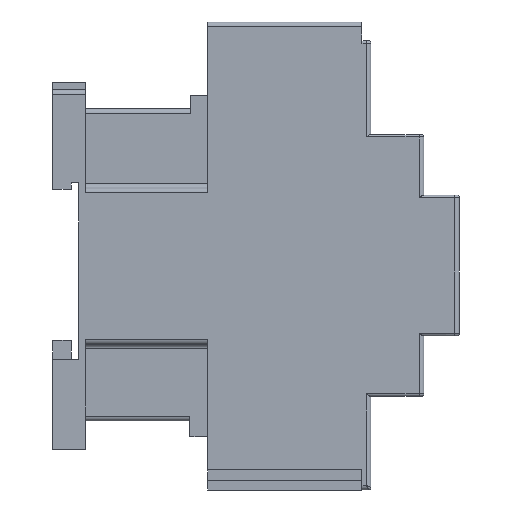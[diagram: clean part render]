
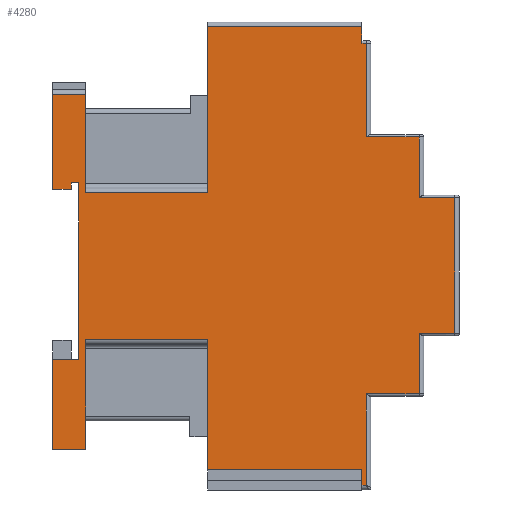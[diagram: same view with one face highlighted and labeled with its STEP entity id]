
A CAD part, left-side view. The second image highlights one B-rep face of the part: STEP entity #4280.
In plain terms, the highlighted planar face has unit normal (-1, 0, 0).
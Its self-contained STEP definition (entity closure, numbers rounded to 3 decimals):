
#1=DIRECTION('',(0.,1.,0.));
#2=VECTOR('',#1,11.2);
#3=CARTESIAN_POINT('',(-22.5,-77.5,74.6));
#4=LINE('',#3,#2);
#5=DIRECTION('',(0.,0.,1.));
#6=VECTOR('',#5,12.8);
#7=CARTESIAN_POINT('',(-22.5,-77.5,61.8));
#8=LINE('',#7,#6);
#9=DIRECTION('',(0.,1.,0.));
#10=VECTOR('',#9,7.5);
#11=CARTESIAN_POINT('',(-22.5,-85.,61.8));
#12=LINE('',#11,#10);
#13=DIRECTION('',(0.,0.,1.));
#14=VECTOR('',#13,28.7);
#15=CARTESIAN_POINT('',(-22.5,-85.,33.1));
#16=LINE('',#15,#14);
#17=DIRECTION('',(0.,-1.,0.));
#18=VECTOR('',#17,7.5);
#19=CARTESIAN_POINT('',(-22.5,-77.5,33.1));
#20=LINE('',#19,#18);
#21=DIRECTION('',(0.,0.,1.));
#22=VECTOR('',#21,12.8);
#23=CARTESIAN_POINT('',(-22.5,-77.5,20.3));
#24=LINE('',#23,#22);
#25=DIRECTION('',(0.,-1.,0.));
#26=VECTOR('',#25,11.2);
#27=CARTESIAN_POINT('',(-22.5,-66.3,20.3));
#28=LINE('',#27,#26);
#29=DIRECTION('',(0.,0.,1.));
#30=VECTOR('',#29,19.3);
#31=CARTESIAN_POINT('',(-22.5,-66.3,1.));
#32=LINE('',#31,#30);
#33=DIRECTION('',(0.,-1.,0.));
#34=VECTOR('',#33,0.9);
#35=CARTESIAN_POINT('',(-22.5,-65.4,1.));
#36=LINE('',#35,#34);
#37=DIRECTION('',(0.,0.,1.));
#38=VECTOR('',#37,3.25);
#39=CARTESIAN_POINT('',(-22.5,-65.4,1.));
#40=LINE('',#39,#38);
#41=DIRECTION('',(0.,1.,0.));
#42=VECTOR('',#41,32.6);
#43=CARTESIAN_POINT('',(-22.5,-65.4,4.25));
#44=LINE('',#43,#42);
#45=DIRECTION('',(0.,-1.,0.));
#46=VECTOR('',#45,25.8);
#47=CARTESIAN_POINT('',(-22.5,-7.,31.8));
#48=LINE('',#47,#46);
#49=DIRECTION('',(0.,-1.,0.));
#50=VECTOR('',#49,7.);
#51=CARTESIAN_POINT('',(-22.5,0.,8.6));
#52=LINE('',#51,#50);
#53=DIRECTION('',(0.,0.,1.));
#54=VECTOR('',#53,19.);
#55=CARTESIAN_POINT('',(-22.5,0.,8.6));
#56=LINE('',#55,#54);
#57=DIRECTION('',(0.,0.,-1.));
#58=VECTOR('',#57,37.3);
#59=CARTESIAN_POINT('',(-22.5,-5.5,64.9));
#60=LINE('',#59,#58);
#61=DIRECTION('',(0.,-1.,0.));
#62=VECTOR('',#61,1.5);
#63=CARTESIAN_POINT('',(-22.5,-4.,64.9));
#64=LINE('',#63,#62);
#65=DIRECTION('',(0.,0.,1.));
#66=VECTOR('',#65,1.35);
#67=CARTESIAN_POINT('',(-22.5,-4.,63.55));
#68=LINE('',#67,#66);
#69=DIRECTION('',(0.,-1.,0.));
#70=VECTOR('',#69,4.);
#71=CARTESIAN_POINT('',(-22.5,0.,63.55));
#72=LINE('',#71,#70);
#73=DIRECTION('',(0.,0.,1.));
#74=VECTOR('',#73,20.05);
#75=CARTESIAN_POINT('',(-22.5,0.,63.55));
#76=LINE('',#75,#74);
#77=DIRECTION('',(0.,1.,0.));
#78=VECTOR('',#77,7.);
#79=CARTESIAN_POINT('',(-22.5,-7.,83.6));
#80=LINE('',#79,#78);
#81=DIRECTION('',(0.,1.,0.));
#82=VECTOR('',#81,25.8);
#83=CARTESIAN_POINT('',(-22.5,-32.8,62.8));
#84=LINE('',#83,#82);
#85=DIRECTION('',(0.,1.,0.));
#86=VECTOR('',#85,32.6);
#87=CARTESIAN_POINT('',(-22.5,-65.4,97.9));
#88=LINE('',#87,#86);
#89=DIRECTION('',(0.,1.,0.));
#90=VECTOR('',#89,0.9);
#91=CARTESIAN_POINT('',(-22.5,-66.3,94.4));
#92=LINE('',#91,#90);
#93=DIRECTION('',(0.,0.,1.));
#94=VECTOR('',#93,19.8);
#95=CARTESIAN_POINT('',(-22.5,-66.3,74.6));
#96=LINE('',#95,#94);
#899=DIRECTION('',(0.,0.,1.));
#900=VECTOR('',#899,3.5);
#901=CARTESIAN_POINT('',(-22.5,-65.4,94.4));
#902=LINE('',#901,#900);
#926=DIRECTION('',(0.,0.,-1.));
#927=VECTOR('',#926,35.1);
#928=CARTESIAN_POINT('',(-22.5,-32.8,97.9));
#929=LINE('',#928,#927);
#1057=DIRECTION('',(0.,0.,1.));
#1058=VECTOR('',#1057,20.8);
#1059=CARTESIAN_POINT('',(-22.5,-7.,62.8));
#1060=LINE('',#1059,#1058);
#1095=DIRECTION('',(0.,0.,1.));
#1096=VECTOR('',#1095,23.2);
#1097=CARTESIAN_POINT('',(-22.5,-7.,8.6));
#1098=LINE('',#1097,#1096);
#1299=DIRECTION('',(0.,1.,0.));
#1300=VECTOR('',#1299,5.5);
#1301=CARTESIAN_POINT('',(-22.5,-5.5,27.6));
#1302=LINE('',#1301,#1300);
#1602=DIRECTION('',(0.,0.,-1.));
#1603=VECTOR('',#1602,27.55);
#1604=CARTESIAN_POINT('',(-22.5,-32.8,31.8));
#1605=LINE('',#1604,#1603);
#3247=CARTESIAN_POINT('',(-22.5,-65.4,4.25));
#3248=CARTESIAN_POINT('',(-22.5,-32.8,4.25));
#3249=VERTEX_POINT('',#3247);
#3250=VERTEX_POINT('',#3248);
#3275=CARTESIAN_POINT('',(-22.5,0.,63.55));
#3276=CARTESIAN_POINT('',(-22.5,-4.,63.55));
#3277=VERTEX_POINT('',#3275);
#3278=VERTEX_POINT('',#3276);
#3279=CARTESIAN_POINT('',(-22.5,-4.,64.9));
#3280=VERTEX_POINT('',#3279);
#3281=CARTESIAN_POINT('',(-22.5,-5.5,64.9));
#3282=VERTEX_POINT('',#3281);
#3283=CARTESIAN_POINT('',(-22.5,-5.5,27.6));
#3284=VERTEX_POINT('',#3283);
#3299=CARTESIAN_POINT('',(-22.5,0.,27.6));
#3300=VERTEX_POINT('',#3299);
#3779=CARTESIAN_POINT('',(-22.5,-77.5,74.6));
#3780=CARTESIAN_POINT('',(-22.5,-66.3,74.6));
#3781=VERTEX_POINT('',#3779);
#3782=VERTEX_POINT('',#3780);
#3787=CARTESIAN_POINT('',(-22.5,-66.3,94.4));
#3788=VERTEX_POINT('',#3787);
#3817=CARTESIAN_POINT('',(-22.5,-77.5,61.8));
#3818=VERTEX_POINT('',#3817);
#3821=CARTESIAN_POINT('',(-22.5,-85.,61.8));
#3822=VERTEX_POINT('',#3821);
#3823=CARTESIAN_POINT('',(-22.5,-85.,33.1));
#3824=VERTEX_POINT('',#3823);
#3851=CARTESIAN_POINT('',(-22.5,-77.5,33.1));
#3852=VERTEX_POINT('',#3851);
#3853=CARTESIAN_POINT('',(-22.5,-77.5,20.3));
#3854=VERTEX_POINT('',#3853);
#3874=CARTESIAN_POINT('',(-22.5,-65.4,1.));
#3876=VERTEX_POINT('',#3874);
#3877=CARTESIAN_POINT('',(-22.5,-66.3,1.));
#3878=VERTEX_POINT('',#3877);
#3879=CARTESIAN_POINT('',(-22.5,-66.3,20.3));
#3880=VERTEX_POINT('',#3879);
#3915=CARTESIAN_POINT('',(-22.5,-32.8,97.9));
#3917=VERTEX_POINT('',#3915);
#3921=CARTESIAN_POINT('',(-22.5,-65.4,97.9));
#3922=VERTEX_POINT('',#3921);
#3977=CARTESIAN_POINT('',(-22.5,0.,83.6));
#3979=VERTEX_POINT('',#3977);
#3983=CARTESIAN_POINT('',(-22.5,-7.,83.6));
#3984=VERTEX_POINT('',#3983);
#3989=CARTESIAN_POINT('',(-22.5,-7.,31.8));
#3990=CARTESIAN_POINT('',(-22.5,-32.8,31.8));
#3991=VERTEX_POINT('',#3989);
#3992=VERTEX_POINT('',#3990);
#4013=CARTESIAN_POINT('',(-22.5,-32.8,62.8));
#4014=CARTESIAN_POINT('',(-22.5,-7.,62.8));
#4015=VERTEX_POINT('',#4013);
#4016=VERTEX_POINT('',#4014);
#4050=CARTESIAN_POINT('',(-22.5,0.,8.6));
#4052=VERTEX_POINT('',#4050);
#4058=CARTESIAN_POINT('',(-22.5,-7.,8.6));
#4060=VERTEX_POINT('',#4058);
#4205=CARTESIAN_POINT('',(-22.5,-65.4,94.4));
#4206=VERTEX_POINT('',#4205);
#4213=CARTESIAN_POINT('',(-22.5,0.,0.));
#4214=DIRECTION('',(1.,0.,0.));
#4215=DIRECTION('',(0.,-1.,0.));
#4216=AXIS2_PLACEMENT_3D('',#4213,#4214,#4215);
#4217=PLANE('',#4216);
#4219=ORIENTED_EDGE('',*,*,#4218,.F.);
#4221=ORIENTED_EDGE('',*,*,#4220,.F.);
#4223=ORIENTED_EDGE('',*,*,#4222,.F.);
#4225=ORIENTED_EDGE('',*,*,#4224,.F.);
#4227=ORIENTED_EDGE('',*,*,#4226,.F.);
#4229=ORIENTED_EDGE('',*,*,#4228,.F.);
#4231=ORIENTED_EDGE('',*,*,#4230,.F.);
#4233=ORIENTED_EDGE('',*,*,#4232,.F.);
#4235=ORIENTED_EDGE('',*,*,#4234,.F.);
#4237=ORIENTED_EDGE('',*,*,#4236,.T.);
#4239=ORIENTED_EDGE('',*,*,#4238,.T.);
#4241=ORIENTED_EDGE('',*,*,#4240,.F.);
#4243=ORIENTED_EDGE('',*,*,#4242,.F.);
#4245=ORIENTED_EDGE('',*,*,#4244,.F.);
#4247=ORIENTED_EDGE('',*,*,#4246,.F.);
#4249=ORIENTED_EDGE('',*,*,#4248,.T.);
#4251=ORIENTED_EDGE('',*,*,#4250,.F.);
#4253=ORIENTED_EDGE('',*,*,#4252,.F.);
#4255=ORIENTED_EDGE('',*,*,#4254,.F.);
#4257=ORIENTED_EDGE('',*,*,#4256,.F.);
#4259=ORIENTED_EDGE('',*,*,#4258,.F.);
#4261=ORIENTED_EDGE('',*,*,#4260,.T.);
#4263=ORIENTED_EDGE('',*,*,#4262,.F.);
#4265=ORIENTED_EDGE('',*,*,#4264,.F.);
#4267=ORIENTED_EDGE('',*,*,#4266,.F.);
#4269=ORIENTED_EDGE('',*,*,#4268,.F.);
#4271=ORIENTED_EDGE('',*,*,#4270,.F.);
#4273=ORIENTED_EDGE('',*,*,#4272,.F.);
#4275=ORIENTED_EDGE('',*,*,#4274,.F.);
#4277=ORIENTED_EDGE('',*,*,#4276,.F.);
#4278=EDGE_LOOP('',(#4219,#4221,#4223,#4225,#4227,#4229,#4231,#4233,#4235,#4237,
#4239,#4241,#4243,#4245,#4247,#4249,#4251,#4253,#4255,#4257,#4259,#4261,#4263,
#4265,#4267,#4269,#4271,#4273,#4275,#4277));
#4279=FACE_OUTER_BOUND('',#4278,.F.);
#4280=ADVANCED_FACE('',(#4279),#4217,.F.);
#4218=EDGE_CURVE('',#3781,#3782,#4,.T.);
#4220=EDGE_CURVE('',#3818,#3781,#8,.T.);
#4222=EDGE_CURVE('',#3822,#3818,#12,.T.);
#4224=EDGE_CURVE('',#3824,#3822,#16,.T.);
#4226=EDGE_CURVE('',#3852,#3824,#20,.T.);
#4228=EDGE_CURVE('',#3854,#3852,#24,.T.);
#4230=EDGE_CURVE('',#3880,#3854,#28,.T.);
#4232=EDGE_CURVE('',#3878,#3880,#32,.T.);
#4234=EDGE_CURVE('',#3876,#3878,#36,.T.);
#4236=EDGE_CURVE('',#3876,#3249,#40,.T.);
#4238=EDGE_CURVE('',#3249,#3250,#44,.T.);
#4240=EDGE_CURVE('',#3992,#3250,#1605,.T.);
#4242=EDGE_CURVE('',#3991,#3992,#48,.T.);
#4244=EDGE_CURVE('',#4060,#3991,#1098,.T.);
#4246=EDGE_CURVE('',#4052,#4060,#52,.T.);
#4248=EDGE_CURVE('',#4052,#3300,#56,.T.);
#4250=EDGE_CURVE('',#3284,#3300,#1302,.T.);
#4252=EDGE_CURVE('',#3282,#3284,#60,.T.);
#4254=EDGE_CURVE('',#3280,#3282,#64,.T.);
#4256=EDGE_CURVE('',#3278,#3280,#68,.T.);
#4258=EDGE_CURVE('',#3277,#3278,#72,.T.);
#4260=EDGE_CURVE('',#3277,#3979,#76,.T.);
#4262=EDGE_CURVE('',#3984,#3979,#80,.T.);
#4264=EDGE_CURVE('',#4016,#3984,#1060,.T.);
#4266=EDGE_CURVE('',#4015,#4016,#84,.T.);
#4268=EDGE_CURVE('',#3917,#4015,#929,.T.);
#4270=EDGE_CURVE('',#3922,#3917,#88,.T.);
#4272=EDGE_CURVE('',#4206,#3922,#902,.T.);
#4274=EDGE_CURVE('',#3788,#4206,#92,.T.);
#4276=EDGE_CURVE('',#3782,#3788,#96,.T.);
